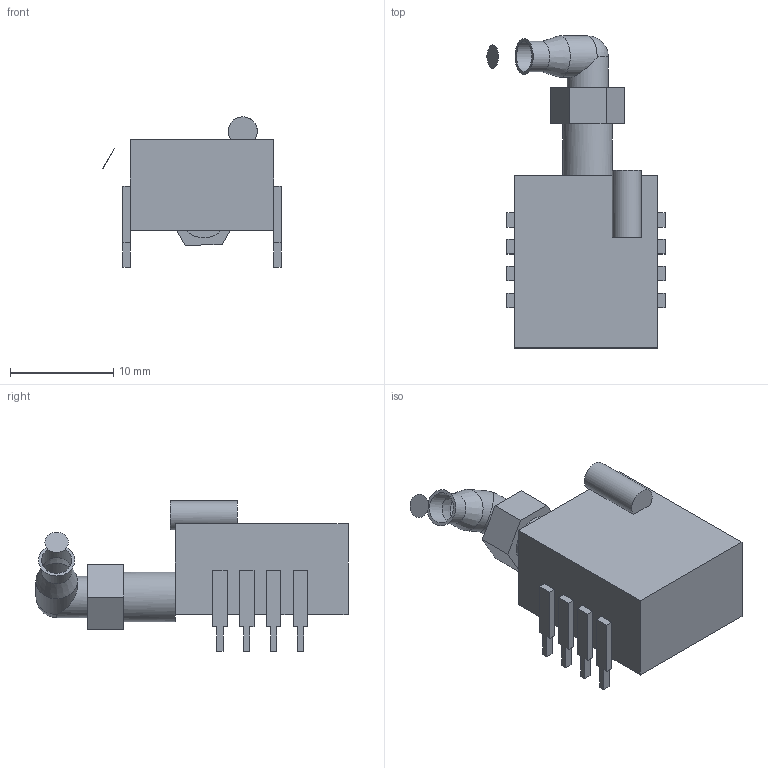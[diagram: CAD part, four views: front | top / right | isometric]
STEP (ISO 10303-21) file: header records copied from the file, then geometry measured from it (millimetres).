
FILE_DESCRIPTION(/* description */ (''),/* implementation_level */ '2;1');
FILE_NAME(/* name */ 'capteurpressionASDX100D44R-recenter.stp',/* time_stamp */ '2020-04-19T14:46:58-04:00',/* author */ ('huesof'),/* organization */ (''),/* preprocessor_version */ 'ST-DEVELOPER v18',/* originating_system */ 'Autodesk Inventor 2020',/* authorisation */ '');
FILE_SCHEMA (('AUTOMOTIVE_DESIGN { 1 0 10303 214 3 1 1 }'));
Length unit declared in the file: millimetre
Products named in the file (1): capteurpressionASDX100D44R-recenter
Bounding box: 17.24 x 30.2 x 14.54 mm (x, y, z)
Volume: 2465 mm3; surface area: 1518.2 mm2
Topology: 1 solids, 1 shells, 108 faces, 298 edges, 194 vertices
Faces by surface type: plane 100, cylinder 5, cone 2, sphere 1
Full cylindrical faces by diameter (mm): 2.8 x1, 2.928 x1, 4 x2, 4.8 x1
Entity records: 3414 total; most frequent: CARTESIAN_POINT 600, ORIENTED_EDGE 594, DIRECTION 543, EDGE_CURVE 297, LINE 269, VECTOR 269, VERTEX_POINT 194, AXIS2_PLACEMENT_3D 137
